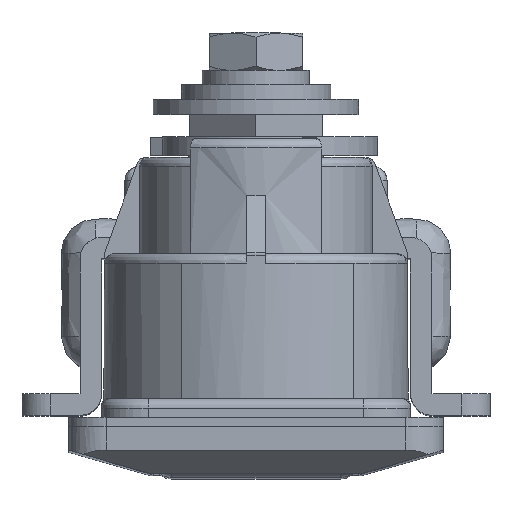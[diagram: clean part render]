
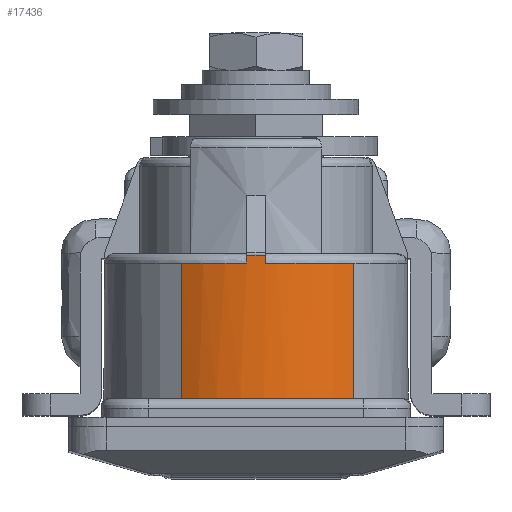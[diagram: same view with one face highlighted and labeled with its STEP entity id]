
A CAD part, top view. The second image highlights one B-rep face of the part: STEP entity #17436.
In plain terms, the highlighted free-form (B-spline) face has degree [2, 1] with [3, 2] control points.
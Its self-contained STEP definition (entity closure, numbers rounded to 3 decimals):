
#17061=CARTESIAN_POINT('',(3.0,7.949,14.173));
#17062=VERTEX_POINT('',#17061);
#17078=CARTESIAN_POINT('',(17.5,7.949,14.173));
#17079=VERTEX_POINT('',#17078);
#17080=CARTESIAN_POINT('',(17.5,7.949,14.173));
#17081=CARTESIAN_POINT('',(3.0,7.949,14.173));
#17082=QUASI_UNIFORM_CURVE('',1,(#17080,#17081),.UNSPECIFIED.,.F.,.U.);
#17083=EDGE_CURVE('',#17079,#17062,#17082,.T.);
#17217=CARTESIAN_POINT('',(17.5,-10.451,12.444));
#17218=VERTEX_POINT('',#17217);
#17232=CARTESIAN_POINT('',(3.0,-10.451,12.444));
#17233=VERTEX_POINT('',#17232);
#17234=CARTESIAN_POINT('',(17.5,-10.451,12.444));
#17235=CARTESIAN_POINT('',(3.0,-10.451,12.444));
#17236=QUASI_UNIFORM_CURVE('',1,(#17234,#17235),.UNSPECIFIED.,.F.,.U.);
#17237=EDGE_CURVE('',#17218,#17233,#17236,.T.);
#17346=CARTESIAN_POINT('',(18.707,-10.451,12.444));
#17347=CARTESIAN_POINT('',(18.707,-1.849,19.668));
#17348=CARTESIAN_POINT('',(18.707,7.949,14.173));
#17349=CARTESIAN_POINT('',(2.607,-10.451,12.444));
#17350=CARTESIAN_POINT('',(2.607,-1.849,19.668));
#17351=CARTESIAN_POINT('',(2.607,7.949,14.173));
#17359=(BOUNDED_SURFACE()B_SPLINE_SURFACE(2,1,((#17346,#17349),(#17347,#17350),(#17348,#17351)),.UNSPECIFIED.,.F.,.F.,.U.)B_SPLINE_SURFACE_WITH_KNOTS((3,3),(2,2),(0.0,20.262),(0.0,16.1),.UNSPECIFIED.)GEOMETRIC_REPRESENTATION_ITEM()RATIONAL_B_SPLINE_SURFACE(((1.0,1.0),(0.777,0.777),(0.893,0.893)))REPRESENTATION_ITEM('')SURFACE());
#17360=CARTESIAN_POINT('',(3.,-10.451,12.444));
#17361=CARTESIAN_POINT('',(3.0,-5.918,16.25));
#17362=CARTESIAN_POINT('',(3.0,0.0,16.25));
#17363=CARTESIAN_POINT('',(3.,4.246,16.25));
#17364=CARTESIAN_POINT('',(3.,7.949,14.173));
#17372=(BOUNDED_CURVE()B_SPLINE_CURVE(2,(#17360,#17361,#17362,#17363,#17364),.UNSPECIFIED.,.F.,.U.)B_SPLINE_CURVE_WITH_KNOTS((3,2,3),(0.225,0.5,0.703),.UNSPECIFIED.)CURVE()GEOMETRIC_REPRESENTATION_ITEM()RATIONAL_B_SPLINE_CURVE((0.904,0.893,1.0,0.921,0.907))REPRESENTATION_ITEM(''));
#17373=EDGE_CURVE('',#17233,#17062,#17372,.T.);
#17374=ORIENTED_EDGE('',*,*,#17373,.F.);
#17375=ORIENTED_EDGE('',*,*,#17237,.F.);
#17376=CARTESIAN_POINT('',(17.5,-1.0,16.219));
#17377=VERTEX_POINT('',#17376);
#17378=CARTESIAN_POINT('',(17.5,-10.451,12.444));
#17379=CARTESIAN_POINT('',(17.5,-6.348,15.889));
#17380=CARTESIAN_POINT('',(17.5,-1.0,16.219));
#17388=(BOUNDED_CURVE()B_SPLINE_CURVE(2,(#17378,#17379,#17380),.UNSPECIFIED.,.F.,.U.)B_SPLINE_CURVE_WITH_KNOTS((3,3),(0.557,1.0),.UNSPECIFIED.)CURVE()GEOMETRIC_REPRESENTATION_ITEM()RATIONAL_B_SPLINE_CURVE((0.876,0.889,1.0))REPRESENTATION_ITEM(''));
#17389=EDGE_CURVE('',#17218,#17377,#17388,.T.);
#17390=ORIENTED_EDGE('',*,*,#17389,.T.);
#17391=CARTESIAN_POINT('',(18.324,-1.0,16.219));
#17392=VERTEX_POINT('',#17391);
#17393=CARTESIAN_POINT('',(18.324,-1.0,16.219));
#17394=CARTESIAN_POINT('',(17.5,-1.0,16.219));
#17395=QUASI_UNIFORM_CURVE('',1,(#17393,#17394),.UNSPECIFIED.,.F.,.U.);
#17396=EDGE_CURVE('',#17392,#17377,#17395,.T.);
#17397=ORIENTED_EDGE('',*,*,#17396,.F.);
#17398=CARTESIAN_POINT('',(18.324,1.0,16.219));
#17399=VERTEX_POINT('',#17398);
#17400=CARTESIAN_POINT('',(18.324,-1.0,16.219));
#17401=CARTESIAN_POINT('',(18.324,0.,16.281));
#17402=CARTESIAN_POINT('',(18.324,1.0,16.219));
#17410=(BOUNDED_CURVE()B_SPLINE_CURVE(2,(#17400,#17401,#17402),.UNSPECIFIED.,.F.,.U.)CURVE()GEOMETRIC_REPRESENTATION_ITEM()QUASI_UNIFORM_CURVE()RATIONAL_B_SPLINE_CURVE((1.0,0.998,1.0))REPRESENTATION_ITEM(''));
#17411=EDGE_CURVE('',#17392,#17399,#17410,.T.);
#17412=ORIENTED_EDGE('',*,*,#17411,.T.);
#17413=CARTESIAN_POINT('',(17.5,1.0,16.219));
#17414=VERTEX_POINT('',#17413);
#17415=CARTESIAN_POINT('',(18.324,1.0,16.219));
#17416=CARTESIAN_POINT('',(17.5,1.0,16.219));
#17417=QUASI_UNIFORM_CURVE('',1,(#17415,#17416),.UNSPECIFIED.,.F.,.U.);
#17418=EDGE_CURVE('',#17399,#17414,#17417,.T.);
#17419=ORIENTED_EDGE('',*,*,#17418,.T.);
#17420=CARTESIAN_POINT('',(17.5,1.0,16.219));
#17421=CARTESIAN_POINT('',(17.5,4.708,15.991));
#17422=CARTESIAN_POINT('',(17.5,7.949,14.173));
#17430=(BOUNDED_CURVE()B_SPLINE_CURVE(2,(#17420,#17421,#17422),.UNSPECIFIED.,.F.,.U.)B_SPLINE_CURVE_WITH_KNOTS((3,3),(0.0,0.318),.UNSPECIFIED.)CURVE()GEOMETRIC_REPRESENTATION_ITEM()RATIONAL_B_SPLINE_CURVE((1.0,0.92,0.891))REPRESENTATION_ITEM(''));
#17431=EDGE_CURVE('',#17414,#17079,#17430,.T.);
#17432=ORIENTED_EDGE('',*,*,#17431,.T.);
#17433=ORIENTED_EDGE('',*,*,#17083,.T.);
#17434=EDGE_LOOP('',(#17374,#17375,#17390,#17397,#17412,#17419,#17432,#17433));
#17435=FACE_OUTER_BOUND('',#17434,.T.);
#17436=ADVANCED_FACE('',(#17435),#17359,.T.);
